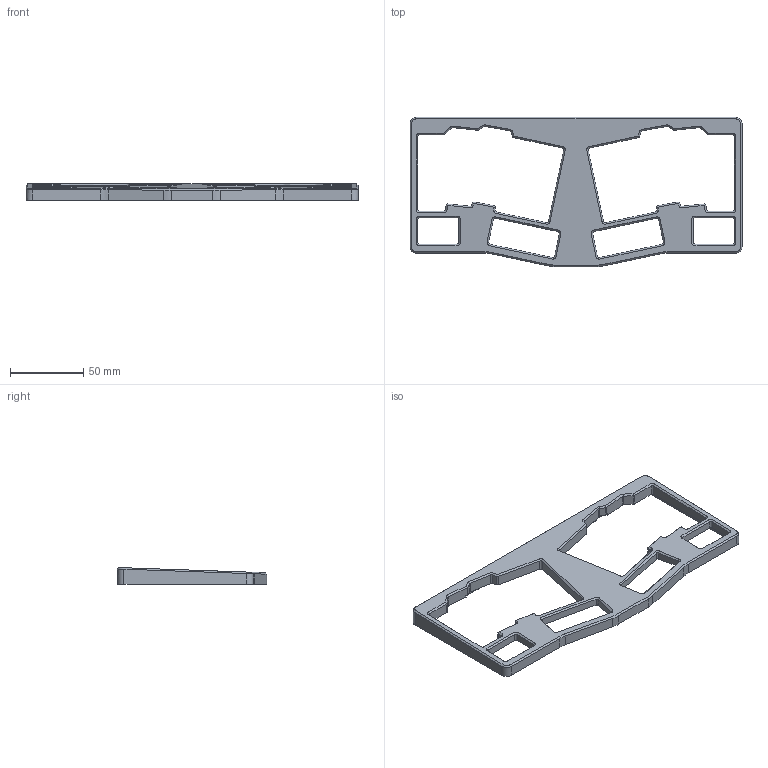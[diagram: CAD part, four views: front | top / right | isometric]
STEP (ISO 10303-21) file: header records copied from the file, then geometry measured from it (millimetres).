
FILE_DESCRIPTION(/* description */ (''),/* implementation_level */ '2;1');
FILE_NAME(/* name */ 'The ENDGAME x HELIOS Final angepasst 26.06.2024 v5.step',/* time_stamp */ '2024-08-28T08:56:46+02:00',/* author */ (''),/* organization */ (''),/* preprocessor_version */ 'ST-DEVELOPER v20',/* originating_system */ 'Autodesk Translation Framework v13.14.0.145',/* authorisation */ '');
FILE_SCHEMA (('AUTOMOTIVE_DESIGN { 1 0 10303 214 3 1 1 }'));
Length unit declared in the file: millimetre
Products named in the file (3): The ENDGAME x HELIOS Final angepasst 26.06.2024; PCB DESIGN; EXPORTS
Assembly tree (2 placements, depth 2):
  The ENDGAME x HELIOS Final angepasst 26.06.2024
    PCB DESIGN
    EXPORTS
Bounding box: 227 x 102.01 x 11.53 mm (x, y, z)
Volume: 66982.3 mm3; surface area: 32562.2 mm2
Topology: 1 solids, 1 shells, 438 faces, 1148 edges, 726 vertices
Faces by surface type: plane 163, bspline 144, cylinder 127, cone 2, torus 2
Full cylindrical faces by diameter (mm): 4.6 x4, 6.3 x8
Entity records: 15665 total; most frequent: CARTESIAN_POINT 5647, ORIENTED_EDGE 2296, DIRECTION 1664, EDGE_CURVE 1148, VERTEX_POINT 726, LINE 650, VECTOR 650, AXIS2_PLACEMENT_3D 507
